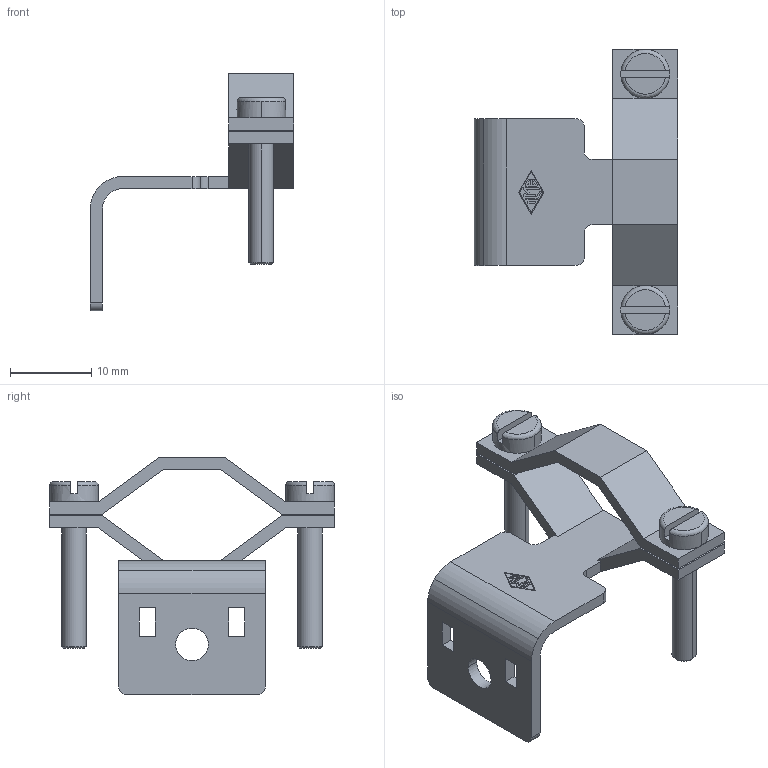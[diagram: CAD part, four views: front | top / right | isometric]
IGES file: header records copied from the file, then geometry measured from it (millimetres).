
Global section: file name: No Iges File Name specified; native system: AutoDesk Inventor R6.1; preprocessor: AutoDesk Inventor Iges Exporter R6.1; author: No Author specified; organization: No Organization specified; date: 20070102.174008; units: millimetre
Bounding box: 25 x 35 x 29.2 mm (x, y, z)
Volume: 1996 mm3; surface area: 3041.1 mm2
Topology: 1 solids, 1 shells, 143 faces, 379 edges, 248 vertices
Faces by surface type: plane 75, bspline 32, revolution 20, cylinder 12, cone 2, torus 2
